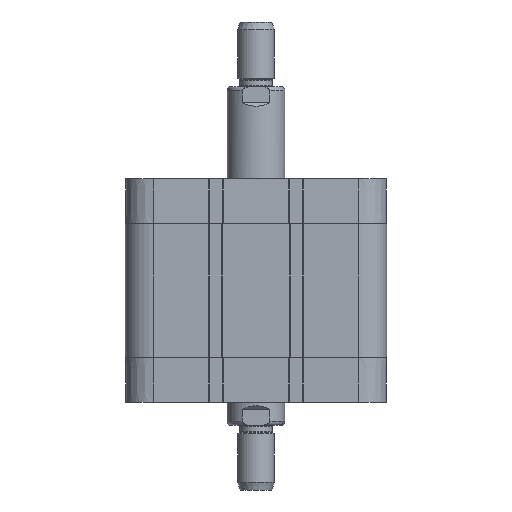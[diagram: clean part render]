
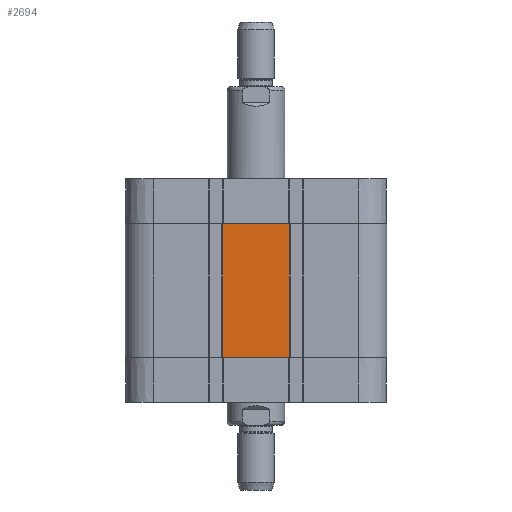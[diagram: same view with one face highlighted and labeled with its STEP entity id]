
A CAD part, left-side view. The second image highlights one B-rep face of the part: STEP entity #2694.
In plain terms, the highlighted planar face has unit normal (-1, 0, 0).
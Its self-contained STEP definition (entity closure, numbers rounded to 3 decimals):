
#794=CARTESIAN_POINT('',(-56.75,-14.5,-29.));
#795=VERTEX_POINT('',#794);
#803=CARTESIAN_POINT('',(-56.75,14.5,-29.));
#804=VERTEX_POINT('',#803);
#805=CARTESIAN_POINT('',(-56.75,14.5,-29.));
#806=DIRECTION('',(0.0,-1.0,0.0));
#807=VECTOR('',#806,29.);
#808=LINE('',#805,#807);
#809=EDGE_CURVE('',#804,#795,#808,.T.);
#1718=CARTESIAN_POINT('',(-56.75,14.5,29.));
#1719=VERTEX_POINT('',#1718);
#1727=CARTESIAN_POINT('',(-56.75,-14.5,29.));
#1728=VERTEX_POINT('',#1727);
#1729=CARTESIAN_POINT('',(-56.75,-14.5,29.));
#1730=DIRECTION('',(0.0,1.0,0.0));
#1731=VECTOR('',#1730,29.);
#1732=LINE('',#1729,#1731);
#1733=EDGE_CURVE('',#1728,#1719,#1732,.T.);
#2351=CARTESIAN_POINT('',(-56.75,14.5,-29.));
#2352=DIRECTION('',(0.0,0.0,1.0));
#2353=VECTOR('',#2352,58.);
#2354=LINE('',#2351,#2353);
#2355=EDGE_CURVE('',#804,#1719,#2354,.T.);
#2468=CARTESIAN_POINT('',(-56.75,-14.5,29.));
#2469=DIRECTION('',(0.0,0.0,-1.0));
#2470=VECTOR('',#2469,58.);
#2471=LINE('',#2468,#2470);
#2472=EDGE_CURVE('',#1728,#795,#2471,.T.);
#2683=CARTESIAN_POINT('',(-56.75,-56.75,0.0));
#2684=DIRECTION('',(-1.0,0.0,0.0));
#2685=DIRECTION('',(0.0,0.0,1.0));
#2686=AXIS2_PLACEMENT_3D('',#2683,#2684,#2685);
#2687=PLANE('',#2686);
#2688=ORIENTED_EDGE('',*,*,#2355,.F.);
#2689=ORIENTED_EDGE('',*,*,#809,.T.);
#2690=ORIENTED_EDGE('',*,*,#2472,.F.);
#2691=ORIENTED_EDGE('',*,*,#1733,.T.);
#2692=EDGE_LOOP('',(#2688,#2689,#2690,#2691));
#2693=FACE_OUTER_BOUND('',#2692,.T.);
#2694=ADVANCED_FACE('',(#2693),#2687,.T.);
